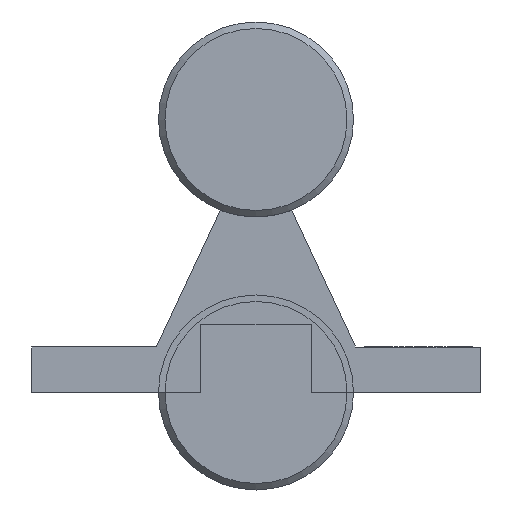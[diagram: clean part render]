
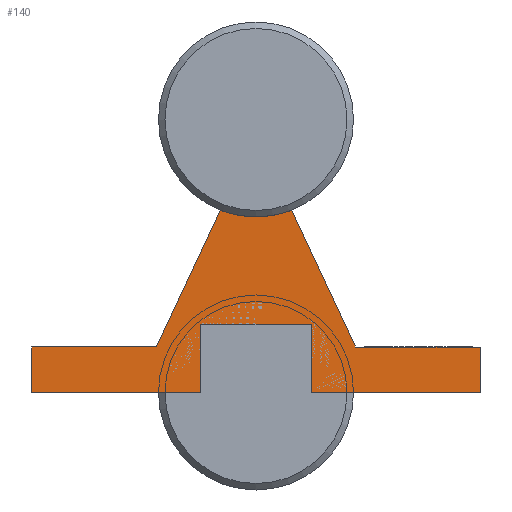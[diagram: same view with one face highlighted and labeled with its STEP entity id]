
A CAD part, front view. The second image highlights one B-rep face of the part: STEP entity #140.
In plain terms, the highlighted planar face has unit normal (0, -1, 0).
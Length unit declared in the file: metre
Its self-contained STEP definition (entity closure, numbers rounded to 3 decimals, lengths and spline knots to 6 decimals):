
#140 = ADVANCED_FACE( '', ( #215 ), #216, .T. );
#215 = FACE_OUTER_BOUND( '', #314, .T. );
#216 = PLANE( '', #315 );
#314 = EDGE_LOOP( '', ( #474, #475, #476, #477, #478, #479, #480, #481, #482, #483, #484, #485 ) );
#315 = AXIS2_PLACEMENT_3D( '', #486, #487, #488 );
#474 = ORIENTED_EDGE( '', *, *, #662, .F. );
#475 = ORIENTED_EDGE( '', *, *, #663, .T. );
#476 = ORIENTED_EDGE( '', *, *, #629, .T. );
#477 = ORIENTED_EDGE( '', *, *, #664, .T. );
#478 = ORIENTED_EDGE( '', *, *, #665, .F. );
#479 = ORIENTED_EDGE( '', *, *, #666, .F. );
#480 = ORIENTED_EDGE( '', *, *, #667, .F. );
#481 = ORIENTED_EDGE( '', *, *, #645, .F. );
#482 = ORIENTED_EDGE( '', *, *, #643, .F. );
#483 = ORIENTED_EDGE( '', *, *, #668, .F. );
#484 = ORIENTED_EDGE( '', *, *, #669, .F. );
#485 = ORIENTED_EDGE( '', *, *, #658, .F. );
#486 = CARTESIAN_POINT( '', ( 0., 0., 0.042 ) );
#487 = DIRECTION( '', ( 0., -1., 0. ) );
#488 = DIRECTION( '', ( 0., 0., -1. ) );
#629 = EDGE_CURVE( '', #715, #713, #716, .T. );
#643 = EDGE_CURVE( '', #739, #741, #742, .T. );
#645 = EDGE_CURVE( '', #741, #744, #745, .T. );
#658 = EDGE_CURVE( '', #763, #764, #765, .T. );
#662 = EDGE_CURVE( '', #771, #763, #772, .T. );
#663 = EDGE_CURVE( '', #771, #715, #773, .T. );
#664 = EDGE_CURVE( '', #713, #774, #775, .T. );
#665 = EDGE_CURVE( '', #776, #774, #777, .T. );
#666 = EDGE_CURVE( '', #778, #776, #779, .T. );
#667 = EDGE_CURVE( '', #744, #778, #780, .T. );
#668 = EDGE_CURVE( '', #781, #739, #782, .T. );
#669 = EDGE_CURVE( '', #764, #781, #783, .T. );
#713 = VERTEX_POINT( '', #838 );
#715 = VERTEX_POINT( '', #841 );
#716 = LINE( '', #842, #843 );
#739 = VERTEX_POINT( '', #1076 );
#741 = VERTEX_POINT( '', #1079 );
#742 = CIRCLE( '', #1080, 0.015 );
#744 = VERTEX_POINT( '', #1083 );
#745 = LINE( '', #1084, #1085 );
#763 = VERTEX_POINT( '', #1229 );
#764 = VERTEX_POINT( '', #1230 );
#765 = LINE( '', #1231, #1232 );
#771 = VERTEX_POINT( '', #1241 );
#772 = LINE( '', #1242, #1243 );
#773 = LINE( '', #1244, #1245 );
#774 = VERTEX_POINT( '', #1246 );
#775 = LINE( '', #1247, #1248 );
#776 = VERTEX_POINT( '', #1249 );
#777 = LINE( '', #1250, #1251 );
#778 = VERTEX_POINT( '', #1252 );
#779 = LINE( '', #1253, #1254 );
#780 = LINE( '', #1255, #1256 );
#781 = VERTEX_POINT( '', #1257 );
#782 = LINE( '', #1258, #1259 );
#783 = LINE( '', #1260, #1261 );
#838 = CARTESIAN_POINT( '', ( 0.0085, 0., 0.0105 ) );
#841 = CARTESIAN_POINT( '', ( -0.0085, 0., 0.0105 ) );
#842 = CARTESIAN_POINT( '', ( -0.0085, 0., 0.0105 ) );
#843 = VECTOR( '', #1329, 1. );
#1076 = CARTESIAN_POINT( '', ( -0.0055, 0., 0.028045 ) );
#1079 = CARTESIAN_POINT( '', ( 0.0055, 0., 0.028045 ) );
#1080 = AXIS2_PLACEMENT_3D( '', #1342, #1343, #1344 );
#1083 = CARTESIAN_POINT( '', ( 0.015313, 0., 0.007 ) );
#1084 = CARTESIAN_POINT( '', ( 0.015313, 0., 0.007 ) );
#1085 = VECTOR( '', #1346, 1. );
#1229 = CARTESIAN_POINT( '', ( -0.0345, 0., 0. ) );
#1230 = CARTESIAN_POINT( '', ( -0.0345, 0., 0.007 ) );
#1231 = CARTESIAN_POINT( '', ( -0.0345, 0., 0. ) );
#1232 = VECTOR( '', #1362, 1. );
#1241 = CARTESIAN_POINT( '', ( -0.0085, 0., 0. ) );
#1242 = CARTESIAN_POINT( '', ( 0.0345, 0., 0. ) );
#1243 = VECTOR( '', #1366, 1. );
#1244 = CARTESIAN_POINT( '', ( -0.0085, 0., 0. ) );
#1245 = VECTOR( '', #1367, 1. );
#1246 = CARTESIAN_POINT( '', ( 0.0085, 0., 0. ) );
#1247 = CARTESIAN_POINT( '', ( 0.0085, 0., 0.0105 ) );
#1248 = VECTOR( '', #1368, 1. );
#1249 = CARTESIAN_POINT( '', ( 0.0345, 0., 0. ) );
#1250 = CARTESIAN_POINT( '', ( 0.0345, 0., 0. ) );
#1251 = VECTOR( '', #1369, 1. );
#1252 = CARTESIAN_POINT( '', ( 0.0345, 0., 0.007 ) );
#1253 = CARTESIAN_POINT( '', ( 0.0345, 0., 0. ) );
#1254 = VECTOR( '', #1370, 1. );
#1255 = CARTESIAN_POINT( '', ( 0.0345, 0., 0.007 ) );
#1256 = VECTOR( '', #1371, 1. );
#1257 = CARTESIAN_POINT( '', ( -0.015313, 0., 0.007 ) );
#1258 = CARTESIAN_POINT( '', ( -0.015313, 0., 0.007 ) );
#1259 = VECTOR( '', #1372, 1. );
#1260 = CARTESIAN_POINT( '', ( -0.0345, 0., 0.007 ) );
#1261 = VECTOR( '', #1373, 1. );
#1329 = DIRECTION( '', ( 1., 0., 0. ) );
#1342 = CARTESIAN_POINT( '', ( 0., 0., 0.042 ) );
#1343 = DIRECTION( '', ( 0., -1., 0. ) );
#1344 = DIRECTION( '', ( 1., 0., 0. ) );
#1346 = DIRECTION( '', ( 0.423, 0., -0.906 ) );
#1362 = DIRECTION( '', ( 0., 0., 1. ) );
#1366 = DIRECTION( '', ( -1., 0., 0. ) );
#1367 = DIRECTION( '', ( 0., 0., 1. ) );
#1368 = DIRECTION( '', ( 0., 0., -1. ) );
#1369 = DIRECTION( '', ( -1., 0., 0. ) );
#1370 = DIRECTION( '', ( 0., 0., -1. ) );
#1371 = DIRECTION( '', ( 1., 0., 0. ) );
#1372 = DIRECTION( '', ( 0.423, 0., 0.906 ) );
#1373 = DIRECTION( '', ( 1., 0., 0. ) );
